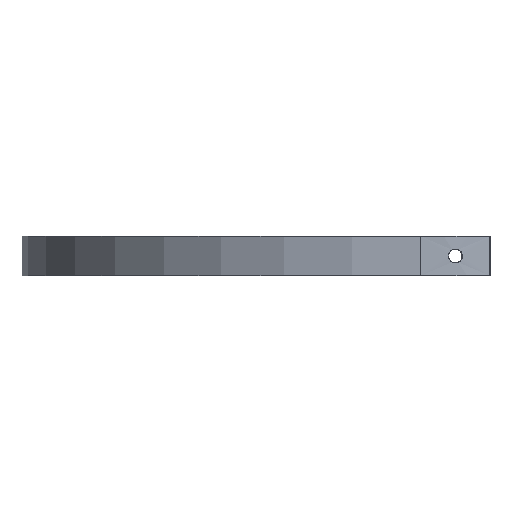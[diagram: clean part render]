
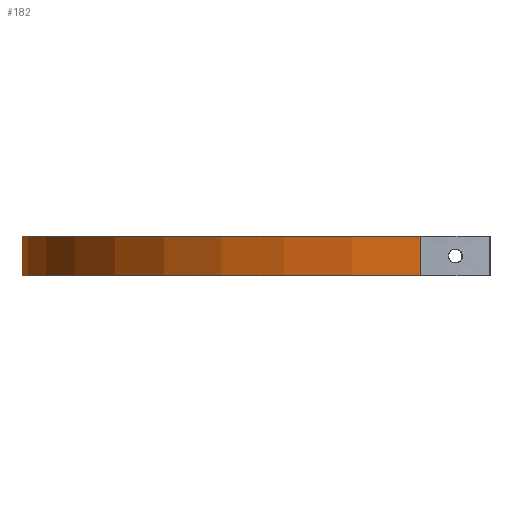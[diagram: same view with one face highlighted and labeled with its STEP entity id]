
A CAD part, left-side view. The second image highlights one B-rep face of the part: STEP entity #182.
In plain terms, the highlighted cylindrical face has radius 128.588 mm (diameter 257.175 mm), a partial arc.
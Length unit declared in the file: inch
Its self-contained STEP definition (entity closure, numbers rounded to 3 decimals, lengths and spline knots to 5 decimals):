
#67 = EDGE_CURVE ( 'NONE', #186, #68, #442, .T. ) ;
#68 = VERTEX_POINT ( 'NONE', #438 ) ;
#69 = ORIENTED_EDGE ( 'NONE', *, *, #70, .T. ) ;
#70 = EDGE_CURVE ( 'NONE', #68, #71, #437, .T. ) ;
#71 = VERTEX_POINT ( 'NONE', #263 ) ;
#72 = ORIENTED_EDGE ( 'NONE', *, *, #73, .F. ) ;
#73 = EDGE_CURVE ( 'NONE', #187, #71, #261, .T. ) ;
#182 = ADVANCED_FACE ( 'NONE', ( #737 ), #736, .T. ) ;
#183 = EDGE_LOOP ( 'NONE', ( #184, #188, #69, #72 ) ) ;
#184 = ORIENTED_EDGE ( 'NONE', *, *, #185, .F. ) ;
#185 = EDGE_CURVE ( 'NONE', #186, #187, #710, .T. ) ;
#186 = VERTEX_POINT ( 'NONE', #705 ) ;
#187 = VERTEX_POINT ( 'NONE', #704 ) ;
#188 = ORIENTED_EDGE ( 'NONE', *, *, #67, .T. ) ;
#258 = DIRECTION ( 'NONE',  ( 0., 0., -1. ) ) ;
#259 = VECTOR ( 'NONE', #258, 39.37008 ) ;
#260 = CARTESIAN_POINT ( 'NONE',  ( -5.0625, 0., 0.25 ) ) ;
#261 = LINE ( 'NONE', #260, #259 ) ;
#263 = CARTESIAN_POINT ( 'NONE',  ( -5.0625, 0., -0.25 ) ) ;
#264 = DIRECTION ( 'NONE',  ( 1., 0., 0. ) ) ;
#265 = DIRECTION ( 'NONE',  ( 0., 0., 1. ) ) ;
#266 = CARTESIAN_POINT ( 'NONE',  ( 0., 0., -0.25 ) ) ;
#267 = AXIS2_PLACEMENT_3D ( 'NONE', #266, #265, #264 ) ;
#437 = CIRCLE ( 'NONE', #267, 5.0625 ) ;
#438 = CARTESIAN_POINT ( 'NONE',  ( 5.0625, 0., -0.25 ) ) ;
#439 = DIRECTION ( 'NONE',  ( 0., 0., -1. ) ) ;
#440 = VECTOR ( 'NONE', #439, 39.37008 ) ;
#441 = CARTESIAN_POINT ( 'NONE',  ( 5.0625, 0., 0.25 ) ) ;
#442 = LINE ( 'NONE', #441, #440 ) ;
#704 = CARTESIAN_POINT ( 'NONE',  ( -5.0625, 0., 0.25 ) ) ;
#705 = CARTESIAN_POINT ( 'NONE',  ( 5.0625, 0., 0.25 ) ) ;
#706 = DIRECTION ( 'NONE',  ( 1., 0., 0. ) ) ;
#707 = DIRECTION ( 'NONE',  ( 0., 0., 1. ) ) ;
#708 = CARTESIAN_POINT ( 'NONE',  ( 0., 0., 0.25 ) ) ;
#709 = AXIS2_PLACEMENT_3D ( 'NONE', #708, #707, #706 ) ;
#710 = CIRCLE ( 'NONE', #709, 5.0625 ) ;
#711 = DIRECTION ( 'NONE',  ( -1., 0., 0. ) ) ;
#712 = DIRECTION ( 'NONE',  ( 0., 0., -1. ) ) ;
#713 = AXIS2_PLACEMENT_3D ( 'NONE', #735, #712, #711 ) ;
#735 = CARTESIAN_POINT ( 'NONE',  ( 0., 0., 0.25 ) ) ;
#736 = CYLINDRICAL_SURFACE ( 'NONE', #713, 5.0625 ) ;
#737 = FACE_OUTER_BOUND ( 'NONE', #183, .T. ) ;
